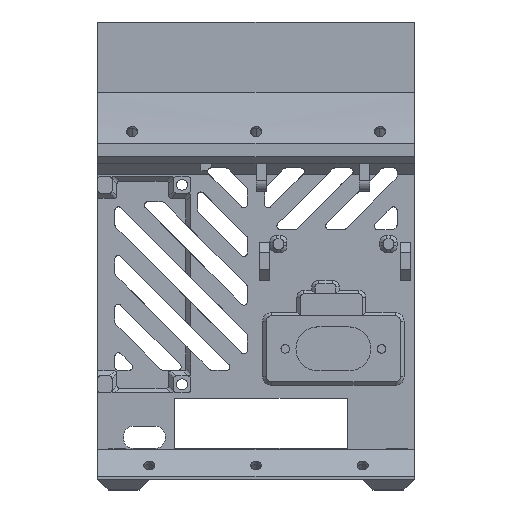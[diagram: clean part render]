
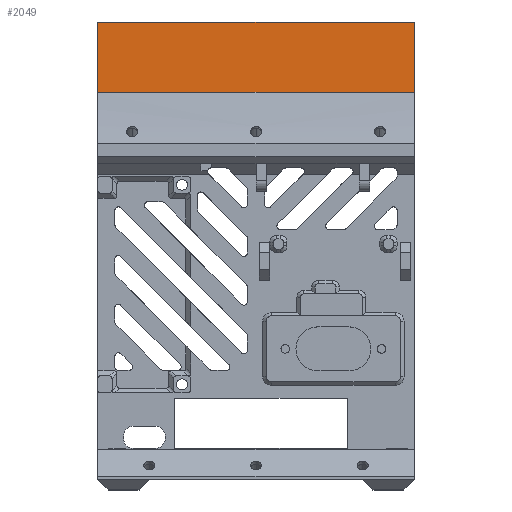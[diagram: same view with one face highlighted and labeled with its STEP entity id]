
A CAD part, top view. The second image highlights one B-rep face of the part: STEP entity #2049.
In plain terms, the highlighted planar face has unit normal (0, 0, 1).
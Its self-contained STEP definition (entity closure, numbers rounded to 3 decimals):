
#67 = CARTESIAN_POINT ( 'NONE',  ( -46., 112.569, -0.1 ) ) ;
#161 = VERTEX_POINT ( 'NONE', #67 ) ;
#529 = DIRECTION ( 'NONE',  ( 0., 1., 0. ) ) ;
#642 = EDGE_CURVE ( 'NONE', #12075, #161, #2512, .T. ) ;
#728 = ORIENTED_EDGE ( 'NONE', *, *, #10883, .T. ) ;
#1097 = EDGE_CURVE ( 'NONE', #3936, #161, #7345, .T. ) ;
#1165 = CARTESIAN_POINT ( 'NONE',  ( -46., 133., -0.1 ) ) ;
#1491 = CARTESIAN_POINT ( 'NONE',  ( -46., 133., -0.1 ) ) ;
#2049 = ADVANCED_FACE ( 'NONE', ( #2842 ), #13557, .F. ) ;
#2512 = LINE ( 'NONE', #1491, #3618 ) ;
#2842 = FACE_OUTER_BOUND ( 'NONE', #9968, .T. ) ;
#3270 = DIRECTION ( 'NONE',  ( 0., -1., 0. ) ) ;
#3618 = VECTOR ( 'NONE', #6940, 1000. ) ;
#3836 = VECTOR ( 'NONE', #5485, 1000. ) ;
#3936 = VERTEX_POINT ( 'NONE', #7287 ) ;
#4188 = CARTESIAN_POINT ( 'NONE',  ( 46., 133., -0.1 ) ) ;
#4566 = EDGE_CURVE ( 'NONE', #10730, #3936, #9709, .T. ) ;
#5179 = ORIENTED_EDGE ( 'NONE', *, *, #1097, .F. ) ;
#5410 = LINE ( 'NONE', #8920, #3836 ) ;
#5485 = DIRECTION ( 'NONE',  ( -1., 0., 0. ) ) ;
#6450 = ORIENTED_EDGE ( 'NONE', *, *, #4566, .F. ) ;
#6940 = DIRECTION ( 'NONE',  ( 0., -1., 0. ) ) ;
#7197 = VECTOR ( 'NONE', #3270, 1000. ) ;
#7287 = CARTESIAN_POINT ( 'NONE',  ( 46., 112.569, -0.1 ) ) ;
#7345 = LINE ( 'NONE', #11781, #12238 ) ;
#7919 = ORIENTED_EDGE ( 'NONE', *, *, #642, .T. ) ;
#8920 = CARTESIAN_POINT ( 'NONE',  ( 46., 133., -0.1 ) ) ;
#9709 = LINE ( 'NONE', #12008, #7197 ) ;
#9968 = EDGE_LOOP ( 'NONE', ( #7919, #5179, #6450, #728 ) ) ;
#10211 = DIRECTION ( 'NONE',  ( 0., 0., -1. ) ) ;
#10349 = CARTESIAN_POINT ( 'NONE',  ( 46., 133., -0.1 ) ) ;
#10730 = VERTEX_POINT ( 'NONE', #4188 ) ;
#10883 = EDGE_CURVE ( 'NONE', #10730, #12075, #5410, .T. ) ;
#11781 = CARTESIAN_POINT ( 'NONE',  ( 46., 112.569, -0.1 ) ) ;
#12008 = CARTESIAN_POINT ( 'NONE',  ( 46., 133., -0.1 ) ) ;
#12075 = VERTEX_POINT ( 'NONE', #1165 ) ;
#12238 = VECTOR ( 'NONE', #13993, 1000. ) ;
#12896 = AXIS2_PLACEMENT_3D ( 'NONE', #10349, #10211, #529 ) ;
#13557 = PLANE ( 'NONE',  #12896 ) ;
#13993 = DIRECTION ( 'NONE',  ( -1., 0., 0. ) ) ;
